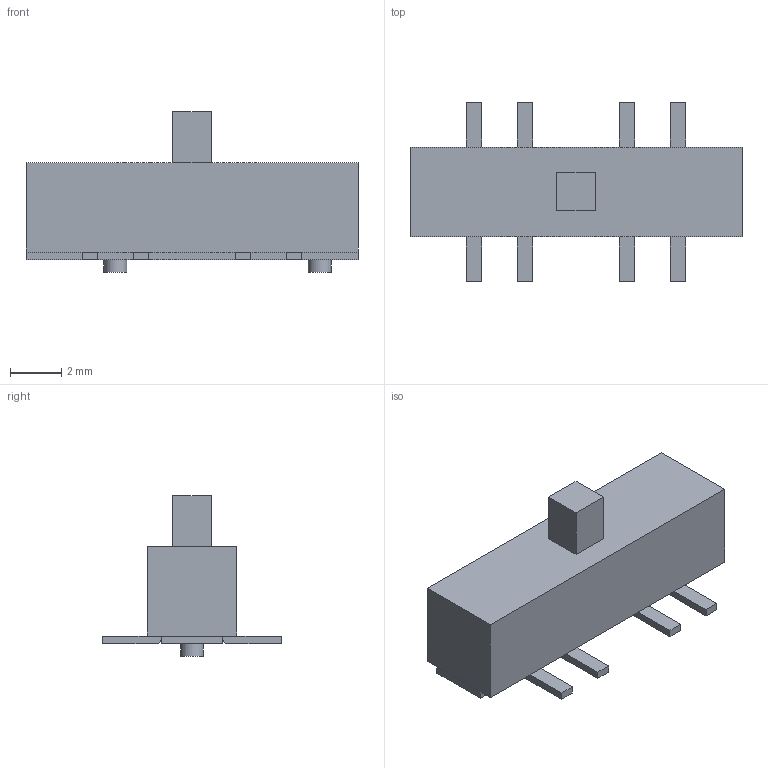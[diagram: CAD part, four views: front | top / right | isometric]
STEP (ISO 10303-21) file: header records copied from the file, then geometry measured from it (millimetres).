
FILE_DESCRIPTION(('HOOPS Exchange Step'),'2;1');
FILE_NAME('temp_export','2023-09-20T11:20:15+08:00',('lyan'),('Shapr3D Limited'),'HOOPS Exchange 2022.2','Shapr3D','Authorized');
FILE_SCHEMA( ('AUTOMOTIVE_DESIGN { 1 0 10303 214 1 1 1 1 }') );
Length unit declared in the file: millimetre
Products named in the file (4): PZ_Switch_SMD.stp; SW_STDT_K3_2336S-F1.step; SW_STDT_K3_2336S-F1-3d.step; root
Assembly tree (3 placements, depth 4):
  root
    SW_STDT_K3_2336S-F1-3d.step
      SW_STDT_K3_2336S-F1.step
        PZ_Switch_SMD.stp
Bounding box: 13 x 7 x 6.3 mm (x, y, z)
Volume: 177.3 mm3; surface area: 335.6 mm2
Topology: 11 solids, 11 shells, 119 faces, 286 edges, 192 vertices
Faces by surface type: plane 85, cylinder 34
Full cylindrical faces by diameter (mm): 0.9 x2
Entity records: 3563 total; most frequent: CARTESIAN_POINT 601, DIRECTION 600, ORIENTED_EDGE 572, EDGE_CURVE 286, VECTOR 218, LINE 218, VERTEX_POINT 192, AXIS2_PLACEMENT_3D 191
